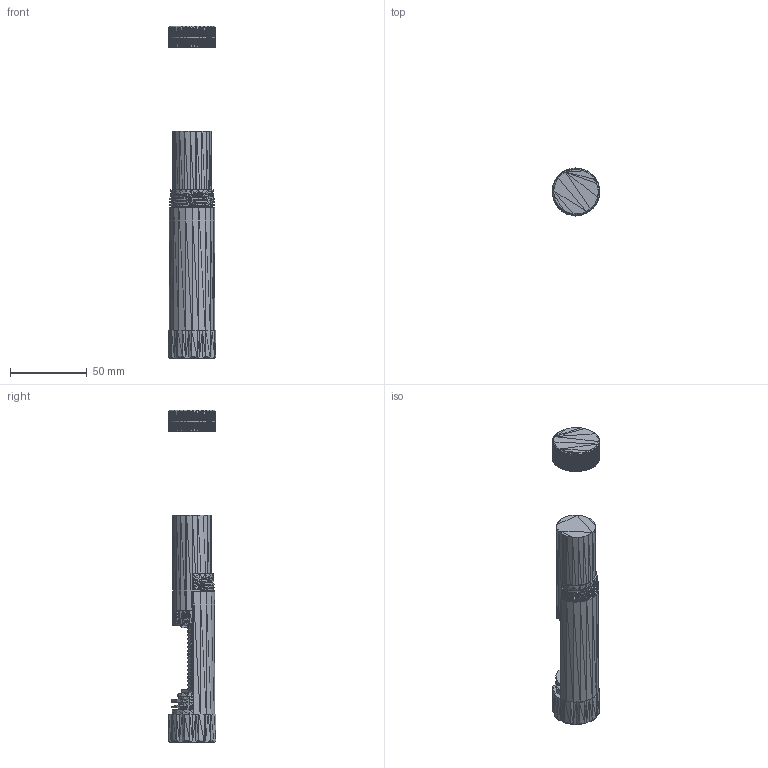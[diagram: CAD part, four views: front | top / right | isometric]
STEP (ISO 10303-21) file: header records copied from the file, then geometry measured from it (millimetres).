
FILE_DESCRIPTION(('HOOPS Exchange Step'),'2;1');
FILE_NAME('ab7be591d61f8d59fb0b4e3a27223c7c20201222-1-j4x5aj.SLDASM.step','2020-12-22T18:55:38+00:00',('root'),('Unknown organisation'),'HOOPS Exchange 2019.2','HOOPS Exchange','Unknown authorisation');
FILE_SCHEMA( ('AUTOMOTIVE_DESIGN { 1 0 10303 214 1 1 1 1 }') );
Length unit declared in the file: millimetre
Products named in the file (7): corps-1; bouton-1; support-1; colle-1; bouchon-1; Défaut; ab7be591d61f8d59fb0b4e3a27223c7c20201222-1-j4x5aj
Assembly tree (6 placements, depth 3):
  ab7be591d61f8d59fb0b4e3a27223c7c20201222-1-j4x5aj
    Défaut
      corps-1
      bouton-1
      support-1
      colle-1
      bouchon-1
Bounding box: 31 x 31 x 216.83 mm (x, y, z)
Surface area: 32571.9 mm2 (no closed solid volume)
Topology: 0 solids, 6 shells, 30855 faces, 47621 edges, 16716 vertices
Faces by surface type: plane 30855
Entity records: 263777 total; most frequent: DIRECTION 61736, CARTESIAN_POINT 47584, AXIS2_PLACEMENT_3D 30868, PLANE 30855, POLY_LOOP 30855, FACE_OUTER_BOUND 30855, FACE_SURFACE 30855, PRODUCT_DEFINITION_SHAPE 13
